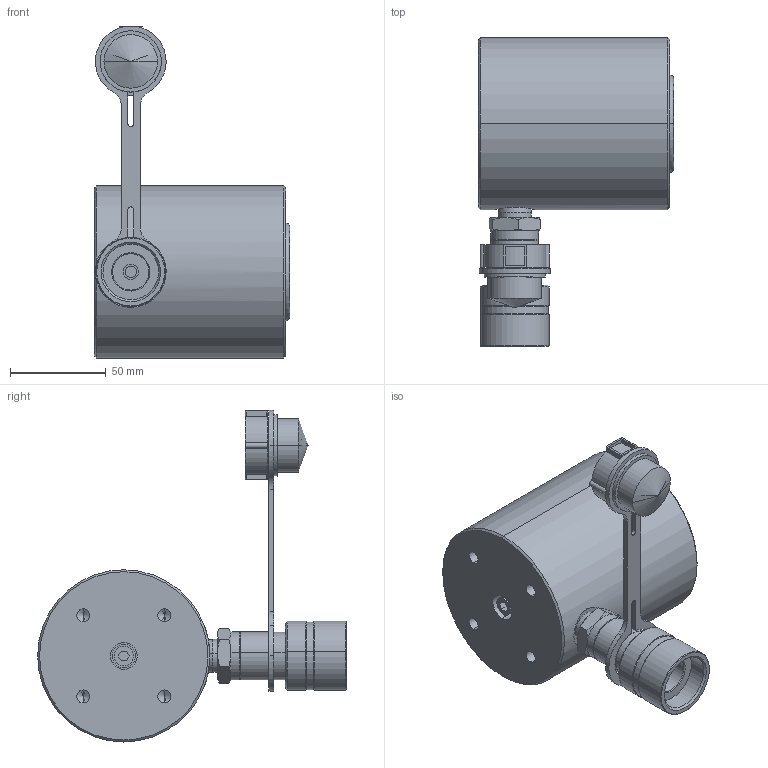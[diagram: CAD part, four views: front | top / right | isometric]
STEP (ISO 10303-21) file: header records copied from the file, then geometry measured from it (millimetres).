
FILE_DESCRIPTION (( 'STEP AP214' ), '1' );
FILE_NAME ('HLS201.STEP', '2017-07-21T14:06:28', ( '' ), ( '' ), 'SwSTEP 2.0', 'SolidWorks 2017', '' );
FILE_SCHEMA (( 'AUTOMOTIVE_DESIGN' ));
Length unit declared in the file: millimetre
Products named in the file (14): SOCKET CAP HEAD SCREWS_BLC006JD025; WAC006EB000; SPC022S#00#_SPC022SD001; SIC013TB001; PISTON TEE SEAL_SEC060GA001; CF1; CBC060LC003_DEFAULT; HLS201; FFC004RC001; A1 WIPER_SEC051XE003; SRC051SG005; PRC060FC002_DEFAULT; PPC1; SOCKET BUTTON HEAD SCREWS_BLC006JH016
Assembly tree (14 placements, depth 2):
  HLS201
    CBC060LC003_DEFAULT
    CF1
    PISTON TEE SEAL_SEC060GA001
    SIC013TB001  x2
    SPC022S#00#_SPC022SD001
    WAC006EB000
    SOCKET CAP HEAD SCREWS_BLC006JD025
    SOCKET BUTTON HEAD SCREWS_BLC006JH016
    PPC1
    PRC060FC002_DEFAULT
    SRC051SG005
    A1 WIPER_SEC051XE003
    FFC004RC001
Bounding box: 102 x 161.3 x 173.5 mm (x, y, z)
Volume: 626664.4 mm3; surface area: 152830.3 mm2
Topology: 14 solids, 14 shells, 453 faces, 1023 edges, 635 vertices
Faces by surface type: cylinder 197, plane 117, cone 105, torus 26, bspline 8
Entity records: 19510 total; most frequent: CARTESIAN_POINT 8600, DIRECTION 2194, ORIENTED_EDGE 1864, EDGE_CURVE 932, AXIS2_PLACEMENT_3D 913, VERTEX_POINT 587, EDGE_LOOP 501, CIRCLE 476
